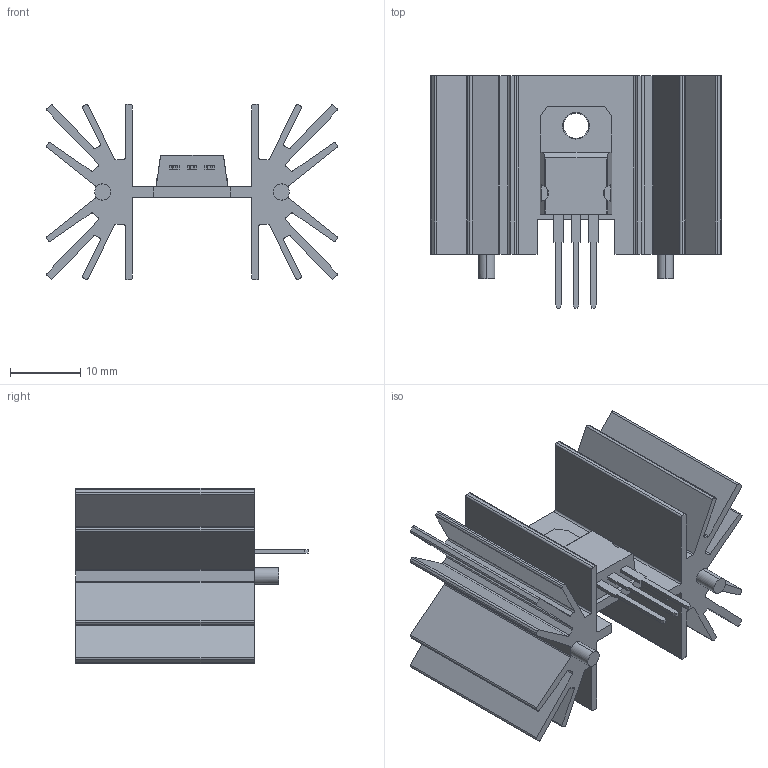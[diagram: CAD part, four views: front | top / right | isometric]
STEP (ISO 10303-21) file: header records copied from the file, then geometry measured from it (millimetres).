
FILE_DESCRIPTION (( 'STEP AP214' ), '1' );
FILE_NAME ('Heat Sink on Regulator.STEP', '2020-02-04T18:53:22', ( '' ), ( '' ), 'SwSTEP 2.0', 'SolidWorks 2018', '' );
FILE_SCHEMA (( 'AUTOMOTIVE_DESIGN' ));
Length unit declared in the file: inch
Products named in the file (3): TO 220_BTA16; Heat Sink on Regulator; FA-T220-25E-ND Heatsink
Assembly tree (2 placements, depth 2):
  Heat Sink on Regulator
    TO 220_BTA16
    FA-T220-25E-ND Heatsink
Bounding box: 41.42 x 33.11 x 25 mm (x, y, z)
Volume: 7319.6 mm3; surface area: 10024.4 mm2
Topology: 3 solids, 3 shells, 237 faces, 680 edges, 452 vertices
Faces by surface type: plane 148, cylinder 89
Entity records: 9000 total; most frequent: CARTESIAN_POINT 1420, ORIENTED_EDGE 1360, DIRECTION 1330, EDGE_CURVE 680, LINE 494, VECTOR 494, VERTEX_POINT 452, AXIS2_PLACEMENT_3D 418
